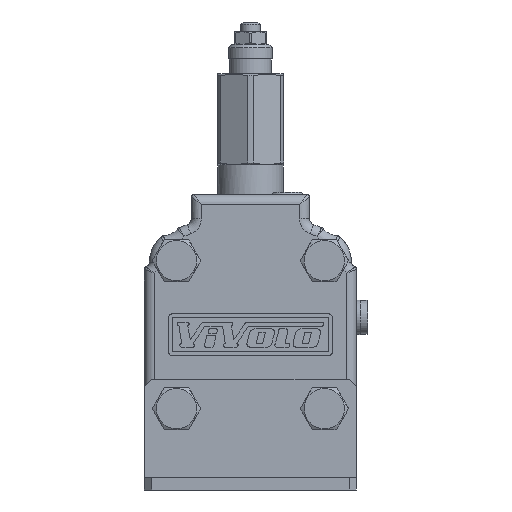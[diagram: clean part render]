
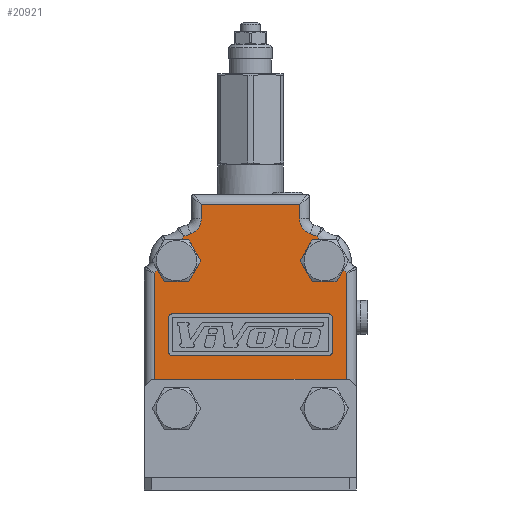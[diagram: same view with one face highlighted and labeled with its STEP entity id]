
A CAD part, front view. The second image highlights one B-rep face of the part: STEP entity #20921.
In plain terms, the highlighted planar face has unit normal (0, -1, 0).
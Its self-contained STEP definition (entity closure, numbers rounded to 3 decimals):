
#905=CIRCLE('',#21977,1.53);
#906=CIRCLE('',#21980,1.53);
#907=CIRCLE('',#21983,1.53);
#908=CIRCLE('',#21986,1.53);
#909=CIRCLE('',#21989,8.);
#912=CIRCLE('',#21993,8.);
#924=CIRCLE('',#22025,6.002);
#925=CIRCLE('',#22026,6.002);
#926=CIRCLE('',#22027,12.);
#927=CIRCLE('',#22028,6.5);
#928=CIRCLE('',#22029,6.5);
#929=CIRCLE('',#22030,12.);
#3019=ORIENTED_EDGE('',*,*,#6618,.T.);
#3020=ORIENTED_EDGE('',*,*,#6656,.T.);
#3021=ORIENTED_EDGE('',*,*,#6657,.T.);
#3022=ORIENTED_EDGE('',*,*,#6625,.T.);
#3023=ORIENTED_EDGE('',*,*,#6658,.T.);
#3024=ORIENTED_EDGE('',*,*,#6659,.T.);
#3025=ORIENTED_EDGE('',*,*,#6615,.T.);
#3026=ORIENTED_EDGE('',*,*,#6660,.T.);
#3027=ORIENTED_EDGE('',*,*,#6661,.T.);
#3028=ORIENTED_EDGE('',*,*,#6662,.T.);
#3029=ORIENTED_EDGE('',*,*,#6663,.T.);
#3030=ORIENTED_EDGE('',*,*,#6664,.T.);
#3031=ORIENTED_EDGE('',*,*,#6665,.T.);
#3032=ORIENTED_EDGE('',*,*,#6666,.T.);
#3033=ORIENTED_EDGE('',*,*,#6667,.T.);
#3034=ORIENTED_EDGE('',*,*,#6668,.T.);
#3035=ORIENTED_EDGE('',*,*,#6614,.F.);
#3036=ORIENTED_EDGE('',*,*,#6612,.F.);
#3037=ORIENTED_EDGE('',*,*,#6610,.F.);
#3038=ORIENTED_EDGE('',*,*,#6608,.F.);
#3039=ORIENTED_EDGE('',*,*,#6606,.F.);
#3040=ORIENTED_EDGE('',*,*,#6604,.F.);
#3041=ORIENTED_EDGE('',*,*,#6602,.F.);
#3042=ORIENTED_EDGE('',*,*,#6599,.F.);
#6599=EDGE_CURVE('',#8559,#8560,#905,.T.);
#6602=EDGE_CURVE('',#8560,#8561,#9950,.T.);
#6604=EDGE_CURVE('',#8561,#8562,#906,.T.);
#6606=EDGE_CURVE('',#8562,#8563,#9953,.T.);
#6608=EDGE_CURVE('',#8563,#8564,#907,.T.);
#6610=EDGE_CURVE('',#8564,#8565,#9956,.T.);
#6612=EDGE_CURVE('',#8565,#8566,#908,.T.);
#6614=EDGE_CURVE('',#8566,#8559,#9959,.T.);
#6615=EDGE_CURVE('',#8567,#8568,#909,.T.);
#6618=EDGE_CURVE('',#8570,#8569,#912,.T.);
#6625=EDGE_CURVE('',#8574,#8575,#9966,.T.);
#6656=EDGE_CURVE('',#8569,#8595,#924,.F.);
#6657=EDGE_CURVE('',#8595,#8574,#9986,.T.);
#6658=EDGE_CURVE('',#8575,#8596,#9987,.T.);
#6659=EDGE_CURVE('',#8596,#8567,#925,.F.);
#6660=EDGE_CURVE('',#8568,#8597,#926,.F.);
#6661=EDGE_CURVE('',#8597,#8598,#9988,.T.);
#6662=EDGE_CURVE('',#8598,#8599,#927,.F.);
#6663=EDGE_CURVE('',#8599,#8600,#9989,.T.);
#6664=EDGE_CURVE('',#8600,#8601,#9990,.T.);
#6665=EDGE_CURVE('',#8601,#8602,#9991,.T.);
#6666=EDGE_CURVE('',#8602,#8603,#928,.F.);
#6667=EDGE_CURVE('',#8603,#8604,#9992,.T.);
#6668=EDGE_CURVE('',#8604,#8570,#929,.F.);
#8559=VERTEX_POINT('',#31264);
#8560=VERTEX_POINT('',#31265);
#8561=VERTEX_POINT('',#31270);
#8562=VERTEX_POINT('',#31274);
#8563=VERTEX_POINT('',#31278);
#8564=VERTEX_POINT('',#31282);
#8565=VERTEX_POINT('',#31286);
#8566=VERTEX_POINT('',#31290);
#8567=VERTEX_POINT('',#31296);
#8568=VERTEX_POINT('',#31297);
#8569=VERTEX_POINT('',#31301);
#8570=VERTEX_POINT('',#31302);
#8574=VERTEX_POINT('',#31313);
#8575=VERTEX_POINT('',#31316);
#8595=VERTEX_POINT('',#31386);
#8596=VERTEX_POINT('',#31389);
#8597=VERTEX_POINT('',#31392);
#8598=VERTEX_POINT('',#31394);
#8599=VERTEX_POINT('',#31396);
#8600=VERTEX_POINT('',#31398);
#8601=VERTEX_POINT('',#31400);
#8602=VERTEX_POINT('',#31402);
#8603=VERTEX_POINT('',#31404);
#8604=VERTEX_POINT('',#31406);
#9950=LINE('',#31269,#11194);
#9953=LINE('',#31277,#11197);
#9956=LINE('',#31285,#11200);
#9959=LINE('',#31293,#11203);
#9966=LINE('',#31317,#11210);
#9986=LINE('',#31387,#11230);
#9987=LINE('',#31388,#11231);
#9988=LINE('',#31393,#11232);
#9989=LINE('',#31397,#11233);
#9990=LINE('',#31399,#11234);
#9991=LINE('',#31401,#11235);
#9992=LINE('',#31405,#11236);
#11194=VECTOR('',#24551,1000.);
#11197=VECTOR('',#24560,1000.);
#11200=VECTOR('',#24569,1000.);
#11203=VECTOR('',#24578,1000.);
#11210=VECTOR('',#24601,1000.);
#11230=VECTOR('',#24681,1000.);
#11231=VECTOR('',#24682,1000.);
#11232=VECTOR('',#24687,1000.);
#11233=VECTOR('',#24690,1000.);
#11234=VECTOR('',#24691,1000.);
#11235=VECTOR('',#24692,1000.);
#11236=VECTOR('',#24695,1000.);
#12356=EDGE_LOOP('',(#3019,#3020,#3021,#3022,#3023,#3024,#3025,#3026,#3027,
#3028,#3029,#3030,#3031,#3032,#3033,#3034));
#12357=EDGE_LOOP('',(#3035,#3036,#3037,#3038,#3039,#3040,#3041,#3042));
#13363=FACE_BOUND('',#12356,.T.);
#13364=FACE_BOUND('',#12357,.T.);
#14191=PLANE('',#22024);
#20921=ADVANCED_FACE('',(#13363,#13364),#14191,.T.);
#21977=AXIS2_PLACEMENT_3D('',#31263,#24545,#24546);
#21980=AXIS2_PLACEMENT_3D('',#31273,#24555,#24556);
#21983=AXIS2_PLACEMENT_3D('',#31281,#24564,#24565);
#21986=AXIS2_PLACEMENT_3D('',#31289,#24573,#24574);
#21989=AXIS2_PLACEMENT_3D('',#31295,#24581,#24582);
#21993=AXIS2_PLACEMENT_3D('',#31303,#24589,#24590);
#22024=AXIS2_PLACEMENT_3D('',#31384,#24677,#24678);
#22025=AXIS2_PLACEMENT_3D('',#31385,#24679,#24680);
#22026=AXIS2_PLACEMENT_3D('',#31390,#24683,#24684);
#22027=AXIS2_PLACEMENT_3D('',#31391,#24685,#24686);
#22028=AXIS2_PLACEMENT_3D('',#31395,#24688,#24689);
#22029=AXIS2_PLACEMENT_3D('',#31403,#24693,#24694);
#22030=AXIS2_PLACEMENT_3D('',#31407,#24696,#24697);
#24545=DIRECTION('',(0.,-1.,0.));
#24546=DIRECTION('',(1.,0.,0.));
#24551=DIRECTION('',(-1.,0.,0.));
#24555=DIRECTION('',(0.,-1.,0.));
#24556=DIRECTION('',(1.,0.,0.));
#24560=DIRECTION('',(0.,0.,-1.));
#24564=DIRECTION('',(0.,-1.,0.));
#24565=DIRECTION('',(1.,0.,0.));
#24569=DIRECTION('',(1.,0.,0.));
#24573=DIRECTION('',(0.,-1.,0.));
#24574=DIRECTION('',(-1.,0.,0.));
#24578=DIRECTION('',(0.,0.,1.));
#24581=DIRECTION('',(0.,1.,0.));
#24582=DIRECTION('',(1.,0.,0.));
#24589=DIRECTION('',(0.,1.,0.));
#24590=DIRECTION('',(1.,0.,0.));
#24601=DIRECTION('',(1.,0.,0.));
#24677=DIRECTION('',(0.,-1.,0.));
#24678=DIRECTION('',(0.,0.,1.));
#24679=DIRECTION('',(0.,-1.,0.));
#24680=DIRECTION('',(0.,0.,1.));
#24681=DIRECTION('',(0.,0.,-1.));
#24682=DIRECTION('',(0.,0.,1.));
#24683=DIRECTION('',(0.,-1.,0.));
#24684=DIRECTION('',(0.,0.,1.));
#24685=DIRECTION('',(0.,-1.,0.));
#24686=DIRECTION('',(0.,0.,1.));
#24687=DIRECTION('',(-0.94,0.,0.342));
#24688=DIRECTION('',(0.,-1.,0.));
#24689=DIRECTION('',(0.,0.,1.));
#24690=DIRECTION('',(0.,0.,1.));
#24691=DIRECTION('',(-1.,0.,0.));
#24692=DIRECTION('',(0.,0.,-1.));
#24693=DIRECTION('',(0.,-1.,0.));
#24694=DIRECTION('',(0.,0.,1.));
#24695=DIRECTION('',(-0.94,0.,-0.342));
#24696=DIRECTION('',(0.,-1.,0.));
#24697=DIRECTION('',(0.,0.,1.));
#31263=CARTESIAN_POINT('',(31.655,-44.,6.934));
#31264=CARTESIAN_POINT('',(33.185,-44.,6.934));
#31265=CARTESIAN_POINT('',(31.655,-44.,8.464));
#31269=CARTESIAN_POINT('',(31.655,-44.,8.464));
#31270=CARTESIAN_POINT('',(-31.655,-44.,8.464));
#31273=CARTESIAN_POINT('',(-31.655,-44.,6.934));
#31274=CARTESIAN_POINT('',(-33.185,-44.,6.934));
#31277=CARTESIAN_POINT('',(-33.185,-44.,6.934));
#31278=CARTESIAN_POINT('',(-33.185,-44.,-6.934));
#31281=CARTESIAN_POINT('',(-31.655,-44.,-6.934));
#31282=CARTESIAN_POINT('',(-31.655,-44.,-8.464));
#31285=CARTESIAN_POINT('',(-31.655,-44.,-8.464));
#31286=CARTESIAN_POINT('',(31.655,-44.,-8.464));
#31289=CARTESIAN_POINT('',(31.655,-44.,-6.934));
#31290=CARTESIAN_POINT('',(33.185,-44.,-6.934));
#31293=CARTESIAN_POINT('',(33.185,-44.,-6.934));
#31295=CARTESIAN_POINT('',(30.,-44.,30.));
#31296=CARTESIAN_POINT('',(37.476,-44.,27.152));
#31297=CARTESIAN_POINT('',(29.316,-44.,37.971));
#31301=CARTESIAN_POINT('',(-37.476,-44.,27.152));
#31302=CARTESIAN_POINT('',(-29.316,-44.,37.971));
#31303=CARTESIAN_POINT('',(-30.,-44.,30.));
#31313=CARTESIAN_POINT('',(-39.,-44.,-18.));
#31316=CARTESIAN_POINT('',(39.,-44.,-18.));
#31317=CARTESIAN_POINT('',(-40.,-44.,-18.));
#31384=CARTESIAN_POINT('',(23.,-44.,-55.85));
#31385=CARTESIAN_POINT('',(-43.,-44.,29.5));
#31386=CARTESIAN_POINT('',(-39.,-44.,25.025));
#31387=CARTESIAN_POINT('',(-39.,-44.,-26.669));
#31388=CARTESIAN_POINT('',(39.,-44.,26.669));
#31389=CARTESIAN_POINT('',(39.,-44.,25.025));
#31390=CARTESIAN_POINT('',(43.,-44.,29.5));
#31391=CARTESIAN_POINT('',(35.75,-44.,48.1));
#31392=CARTESIAN_POINT('',(27.008,-44.,39.88));
#31393=CARTESIAN_POINT('',(24.275,-44.,40.875));
#31394=CARTESIAN_POINT('',(24.275,-44.,40.875));
#31395=CARTESIAN_POINT('',(26.5,-44.,46.983));
#31396=CARTESIAN_POINT('',(20.,-44.,46.983));
#31397=CARTESIAN_POINT('',(20.,-44.,55.85));
#31398=CARTESIAN_POINT('',(20.,-44.,52.85));
#31399=CARTESIAN_POINT('',(-23.,-44.,52.85));
#31400=CARTESIAN_POINT('',(-20.,-44.,52.85));
#31401=CARTESIAN_POINT('',(-20.,-44.,46.983));
#31402=CARTESIAN_POINT('',(-20.,-44.,46.983));
#31403=CARTESIAN_POINT('',(-26.5,-44.,46.983));
#31404=CARTESIAN_POINT('',(-24.275,-44.,40.875));
#31405=CARTESIAN_POINT('',(-27.476,-44.,39.709));
#31406=CARTESIAN_POINT('',(-27.008,-44.,39.88));
#31407=CARTESIAN_POINT('',(-35.75,-44.,48.1));
